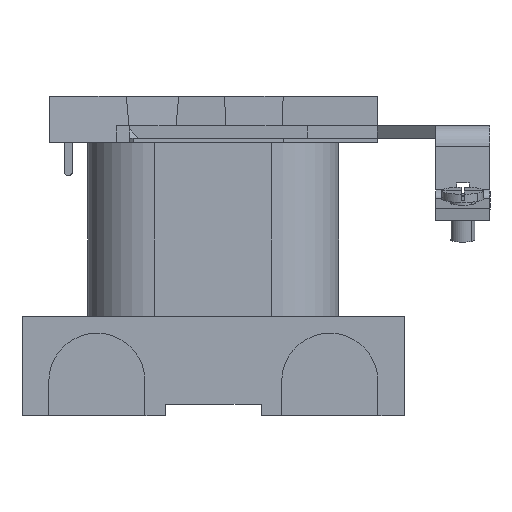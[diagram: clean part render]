
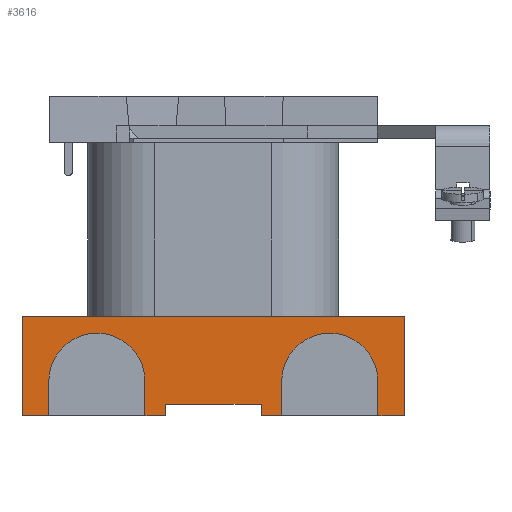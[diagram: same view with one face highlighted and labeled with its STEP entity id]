
A CAD part, front view. The second image highlights one B-rep face of the part: STEP entity #3616.
In plain terms, the highlighted planar face has unit normal (0, -1, 0).
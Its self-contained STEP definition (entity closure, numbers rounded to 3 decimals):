
#13 = DIRECTION ( 'NONE',  ( -1., 0., 0. ) ) ;
#17 = LINE ( 'NONE', #5572, #3154 ) ;
#241 = DIRECTION ( 'NONE',  ( -1., 0., 0. ) ) ;
#782 = LINE ( 'NONE', #14630, #4503 ) ;
#796 = LINE ( 'NONE', #6800, #5308 ) ;
#844 = EDGE_CURVE ( 'NONE', #9753, #8346, #9903, .T. ) ;
#985 = ORIENTED_EDGE ( 'NONE', *, *, #4063, .T. ) ;
#1202 = DIRECTION ( 'NONE',  ( 0., 0., -1. ) ) ;
#1221 = AXIS2_PLACEMENT_3D ( 'NONE', #12333, #9948, #11148 ) ;
#1411 = VERTEX_POINT ( 'NONE', #3600 ) ;
#1682 = ORIENTED_EDGE ( 'NONE', *, *, #7065, .T. ) ;
#1701 = CARTESIAN_POINT ( 'NONE',  ( 17.865, -16.143, -22.694 ) ) ;
#1780 = ORIENTED_EDGE ( 'NONE', *, *, #13354, .T. ) ;
#1785 = DIRECTION ( 'NONE',  ( 0., 1., 0. ) ) ;
#1821 = ORIENTED_EDGE ( 'NONE', *, *, #9341, .F. ) ;
#1840 = CARTESIAN_POINT ( 'NONE',  ( -24.685, -16.143, -22.694 ) ) ;
#2149 = VECTOR ( 'NONE', #6607, 1000. ) ;
#2246 = CARTESIAN_POINT ( 'NONE',  ( -24.685, -16.143, -10.844 ) ) ;
#2296 = VERTEX_POINT ( 'NONE', #4033 ) ;
#2685 = CARTESIAN_POINT ( 'NONE',  ( -24.685, -16.143, -22.694 ) ) ;
#2826 = LINE ( 'NONE', #4737, #4017 ) ;
#2976 = CARTESIAN_POINT ( 'NONE',  ( -9.985, -16.143, -22.694 ) ) ;
#3011 = EDGE_CURVE ( 'NONE', #10307, #8105, #16218, .T. ) ;
#3038 = DIRECTION ( 'NONE',  ( 0., 0., 1. ) ) ;
#3154 = VECTOR ( 'NONE', #3038, 1000. ) ;
#3195 = ORIENTED_EDGE ( 'NONE', *, *, #12471, .T. ) ;
#3432 = PLANE ( 'NONE',  #3777 ) ;
#3459 = DIRECTION ( 'NONE',  ( -1., 0., 0. ) ) ;
#3600 = CARTESIAN_POINT ( 'NONE',  ( 6.365, -16.143, -18.594 ) ) ;
#3616 = ADVANCED_FACE ( 'NONE', ( #16203 ), #3432, .F. ) ;
#3777 = AXIS2_PLACEMENT_3D ( 'NONE', #4689, #7000, #8414 ) ;
#3888 = CARTESIAN_POINT ( 'NONE',  ( 17.865, -16.143, -18.594 ) ) ;
#3939 = EDGE_CURVE ( 'NONE', #11083, #2296, #17, .T. ) ;
#4008 = CARTESIAN_POINT ( 'NONE',  ( -7.535, -16.143, -21.344 ) ) ;
#4017 = VECTOR ( 'NONE', #4684, 1000. ) ;
#4033 = CARTESIAN_POINT ( 'NONE',  ( 21.065, -16.143, -10.844 ) ) ;
#4063 = EDGE_CURVE ( 'NONE', #6414, #13221, #796, .T. ) ;
#4242 = EDGE_LOOP ( 'NONE', ( #985, #12047, #1682, #13516, #7607, #3195, #1780, #15694, #14756, #11597, #15792, #6406, #9474, #16174, #4632, #1821 ) ) ;
#4260 = CARTESIAN_POINT ( 'NONE',  ( -21.485, -16.143, -18.594 ) ) ;
#4395 = CARTESIAN_POINT ( 'NONE',  ( 3.915, -16.143, -21.344 ) ) ;
#4503 = VECTOR ( 'NONE', #3459, 1000. ) ;
#4516 = CARTESIAN_POINT ( 'NONE',  ( -24.685, -16.143, -22.694 ) ) ;
#4564 = VERTEX_POINT ( 'NONE', #3888 ) ;
#4585 = EDGE_CURVE ( 'NONE', #8105, #9029, #8241, .T. ) ;
#4632 = ORIENTED_EDGE ( 'NONE', *, *, #4585, .T. ) ;
#4684 = DIRECTION ( 'NONE',  ( -1., 0., 0. ) ) ;
#4689 = CARTESIAN_POINT ( 'NONE',  ( -24.685, -16.143, -22.694 ) ) ;
#4737 = CARTESIAN_POINT ( 'NONE',  ( -24.685, -16.143, -10.844 ) ) ;
#4902 = EDGE_CURVE ( 'NONE', #11083, #5877, #10111, .T. ) ;
#4938 = CARTESIAN_POINT ( 'NONE',  ( -24.685, -16.143, -22.694 ) ) ;
#4977 = CARTESIAN_POINT ( 'NONE',  ( 21.065, -16.143, -22.694 ) ) ;
#5117 = CARTESIAN_POINT ( 'NONE',  ( -9.985, -16.143, -18.594 ) ) ;
#5308 = VECTOR ( 'NONE', #15578, 1000. ) ;
#5331 = DIRECTION ( 'NONE',  ( 1., 0., 0. ) ) ;
#5354 = CARTESIAN_POINT ( 'NONE',  ( -7.535, -16.143, -22.694 ) ) ;
#5503 = LINE ( 'NONE', #1701, #2149 ) ;
#5572 = CARTESIAN_POINT ( 'NONE',  ( 21.065, -16.143, -22.694 ) ) ;
#5594 = VECTOR ( 'NONE', #5331, 1000. ) ;
#5709 = VERTEX_POINT ( 'NONE', #1840 ) ;
#5784 = AXIS2_PLACEMENT_3D ( 'NONE', #15477, #1785, #14263 ) ;
#5877 = VERTEX_POINT ( 'NONE', #6478 ) ;
#6385 = LINE ( 'NONE', #14244, #5594 ) ;
#6406 = ORIENTED_EDGE ( 'NONE', *, *, #14666, .F. ) ;
#6414 = VERTEX_POINT ( 'NONE', #5354 ) ;
#6472 = DIRECTION ( 'NONE',  ( 0., 0., 1. ) ) ;
#6478 = CARTESIAN_POINT ( 'NONE',  ( 17.865, -16.143, -22.694 ) ) ;
#6607 = DIRECTION ( 'NONE',  ( 0., 0., -1. ) ) ;
#6636 = EDGE_CURVE ( 'NONE', #5709, #9323, #11169, .T. ) ;
#6679 = DIRECTION ( 'NONE',  ( -1., 0., 0. ) ) ;
#6800 = CARTESIAN_POINT ( 'NONE',  ( -7.535, -16.143, -22.694 ) ) ;
#6917 = VECTOR ( 'NONE', #8042, 1000. ) ;
#7000 = DIRECTION ( 'NONE',  ( 0., 1., 0. ) ) ;
#7029 = LINE ( 'NONE', #4516, #7218 ) ;
#7065 = EDGE_CURVE ( 'NONE', #10806, #8346, #11133, .T. ) ;
#7218 = VECTOR ( 'NONE', #6679, 1000. ) ;
#7308 = CARTESIAN_POINT ( 'NONE',  ( -9.985, -16.143, -22.694 ) ) ;
#7607 = ORIENTED_EDGE ( 'NONE', *, *, #13273, .T. ) ;
#7735 = VECTOR ( 'NONE', #13, 1000. ) ;
#7797 = VECTOR ( 'NONE', #1202, 1000. ) ;
#7951 = VECTOR ( 'NONE', #241, 1000. ) ;
#8042 = DIRECTION ( 'NONE',  ( 0., 0., 1. ) ) ;
#8049 = CARTESIAN_POINT ( 'NONE',  ( 6.365, -16.143, -22.694 ) ) ;
#8105 = VERTEX_POINT ( 'NONE', #5117 ) ;
#8154 = EDGE_CURVE ( 'NONE', #13221, #10806, #6385, .T. ) ;
#8241 = LINE ( 'NONE', #7308, #8813 ) ;
#8346 = VERTEX_POINT ( 'NONE', #10649 ) ;
#8414 = DIRECTION ( 'NONE',  ( -1., 0., 0. ) ) ;
#8451 = DIRECTION ( 'NONE',  ( 0., 0., -1. ) ) ;
#8600 = VECTOR ( 'NONE', #13519, 1000. ) ;
#8623 = CIRCLE ( 'NONE', #1221, 5.75 ) ;
#8813 = VECTOR ( 'NONE', #8451, 1000. ) ;
#8987 = CARTESIAN_POINT ( 'NONE',  ( -21.485, -16.143, -22.694 ) ) ;
#9029 = VERTEX_POINT ( 'NONE', #2976 ) ;
#9222 = CARTESIAN_POINT ( 'NONE',  ( -21.485, -16.143, -22.694 ) ) ;
#9323 = VERTEX_POINT ( 'NONE', #2246 ) ;
#9341 = EDGE_CURVE ( 'NONE', #6414, #9029, #782, .T. ) ;
#9474 = ORIENTED_EDGE ( 'NONE', *, *, #12081, .T. ) ;
#9629 = LINE ( 'NONE', #9222, #14943 ) ;
#9753 = VERTEX_POINT ( 'NONE', #8049 ) ;
#9903 = LINE ( 'NONE', #4938, #7735 ) ;
#9948 = DIRECTION ( 'NONE',  ( 0., 1., 0. ) ) ;
#10111 = LINE ( 'NONE', #2685, #7951 ) ;
#10307 = VERTEX_POINT ( 'NONE', #4260 ) ;
#10483 = EDGE_CURVE ( 'NONE', #2296, #9323, #2826, .T. ) ;
#10577 = CARTESIAN_POINT ( 'NONE',  ( 6.365, -16.143, -22.694 ) ) ;
#10649 = CARTESIAN_POINT ( 'NONE',  ( 3.915, -16.143, -22.694 ) ) ;
#10806 = VERTEX_POINT ( 'NONE', #4395 ) ;
#11020 = CARTESIAN_POINT ( 'NONE',  ( -24.685, -16.143, -22.694 ) ) ;
#11083 = VERTEX_POINT ( 'NONE', #4977 ) ;
#11133 = LINE ( 'NONE', #11279, #7797 ) ;
#11148 = DIRECTION ( 'NONE',  ( -1., 0., 0. ) ) ;
#11169 = LINE ( 'NONE', #11020, #8600 ) ;
#11279 = CARTESIAN_POINT ( 'NONE',  ( 3.915, -16.143, -22.694 ) ) ;
#11597 = ORIENTED_EDGE ( 'NONE', *, *, #10483, .T. ) ;
#12047 = ORIENTED_EDGE ( 'NONE', *, *, #8154, .T. ) ;
#12081 = EDGE_CURVE ( 'NONE', #14529, #10307, #9629, .T. ) ;
#12333 = CARTESIAN_POINT ( 'NONE',  ( 12.115, -16.143, -18.594 ) ) ;
#12471 = EDGE_CURVE ( 'NONE', #1411, #4564, #8623, .T. ) ;
#13221 = VERTEX_POINT ( 'NONE', #4008 ) ;
#13273 = EDGE_CURVE ( 'NONE', #9753, #1411, #14370, .T. ) ;
#13354 = EDGE_CURVE ( 'NONE', #4564, #5877, #5503, .T. ) ;
#13516 = ORIENTED_EDGE ( 'NONE', *, *, #844, .F. ) ;
#13519 = DIRECTION ( 'NONE',  ( 0., 0., 1. ) ) ;
#14244 = CARTESIAN_POINT ( 'NONE',  ( -7.535, -16.143, -21.344 ) ) ;
#14263 = DIRECTION ( 'NONE',  ( 1., 0., 0. ) ) ;
#14370 = LINE ( 'NONE', #10577, #6917 ) ;
#14529 = VERTEX_POINT ( 'NONE', #8987 ) ;
#14630 = CARTESIAN_POINT ( 'NONE',  ( -24.685, -16.143, -22.694 ) ) ;
#14666 = EDGE_CURVE ( 'NONE', #14529, #5709, #7029, .T. ) ;
#14756 = ORIENTED_EDGE ( 'NONE', *, *, #3939, .T. ) ;
#14943 = VECTOR ( 'NONE', #6472, 1000. ) ;
#15477 = CARTESIAN_POINT ( 'NONE',  ( -15.735, -16.143, -18.594 ) ) ;
#15578 = DIRECTION ( 'NONE',  ( 0., 0., 1. ) ) ;
#15694 = ORIENTED_EDGE ( 'NONE', *, *, #4902, .F. ) ;
#15792 = ORIENTED_EDGE ( 'NONE', *, *, #6636, .F. ) ;
#16174 = ORIENTED_EDGE ( 'NONE', *, *, #3011, .T. ) ;
#16203 = FACE_OUTER_BOUND ( 'NONE', #4242, .T. ) ;
#16218 = CIRCLE ( 'NONE', #5784, 5.75 ) ;
